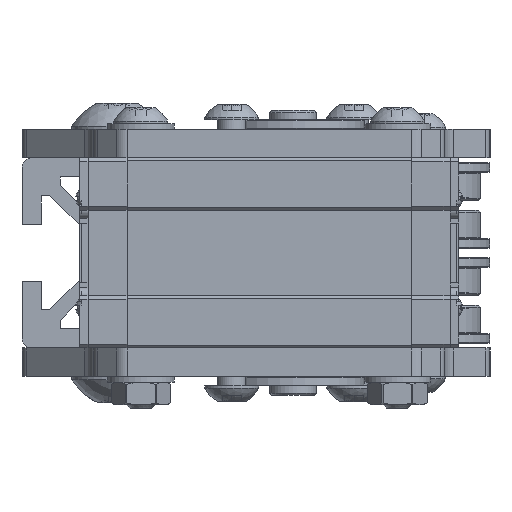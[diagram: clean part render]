
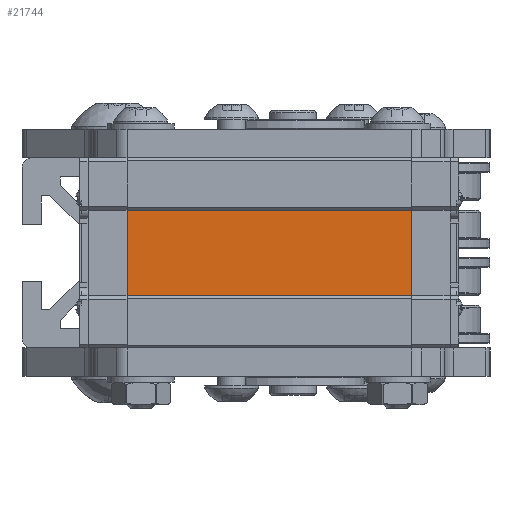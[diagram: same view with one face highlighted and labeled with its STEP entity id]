
A CAD part, left-side view. The second image highlights one B-rep face of the part: STEP entity #21744.
In plain terms, the highlighted planar face has unit normal (-1, 0, 0).
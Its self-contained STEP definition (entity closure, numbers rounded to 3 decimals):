
#1578=FACE_OUTER_BOUND('',#2838,.T.);
#2838=EDGE_LOOP('',(#15377,#15378,#15379,#15380));
#5449=LINE('',#33552,#7450);
#5450=LINE('',#33554,#7451);
#5451=LINE('',#33556,#7452);
#5452=LINE('',#33557,#7453);
#7450=VECTOR('',#26603,29.9);
#7451=VECTOR('',#26604,9.);
#7452=VECTOR('',#26605,29.9);
#7453=VECTOR('',#26606,9.);
#9494=VERTEX_POINT('',#33550);
#9495=VERTEX_POINT('',#33551);
#9496=VERTEX_POINT('',#33553);
#9497=VERTEX_POINT('',#33555);
#11744=EDGE_CURVE('',#9494,#9495,#5449,.T.);
#11745=EDGE_CURVE('',#9495,#9496,#5450,.T.);
#11746=EDGE_CURVE('',#9497,#9496,#5451,.T.);
#11747=EDGE_CURVE('',#9494,#9497,#5452,.T.);
#15377=ORIENTED_EDGE('',*,*,#11744,.T.);
#15378=ORIENTED_EDGE('',*,*,#11745,.T.);
#15379=ORIENTED_EDGE('',*,*,#11746,.F.);
#15380=ORIENTED_EDGE('',*,*,#11747,.F.);
#20968=PLANE('',#23469);
#21744=ADVANCED_FACE('',(#1578),#20968,.F.);
#23469=AXIS2_PLACEMENT_3D('',#33549,#26601,#26602);
#26601=DIRECTION('center_axis',(1.,0.,0.));
#26602=DIRECTION('ref_axis',(0.,1.,0.));
#26603=DIRECTION('',(0.,-1.,0.));
#26604=DIRECTION('',(0.,0.,1.));
#26605=DIRECTION('',(0.,-1.,0.));
#26606=DIRECTION('',(0.,0.,1.));
#33549=CARTESIAN_POINT('Origin',(148.968,219.998,-180.957));
#33550=CARTESIAN_POINT('',(148.968,219.998,-185.457));
#33551=CARTESIAN_POINT('',(148.968,190.098,-185.457));
#33552=CARTESIAN_POINT('',(148.968,219.998,-185.457));
#33553=CARTESIAN_POINT('',(148.968,190.098,-176.457));
#33554=CARTESIAN_POINT('',(148.968,190.098,-185.457));
#33555=CARTESIAN_POINT('',(148.968,219.998,-176.457));
#33556=CARTESIAN_POINT('',(148.968,219.998,-176.457));
#33557=CARTESIAN_POINT('',(148.968,219.998,-185.457));
